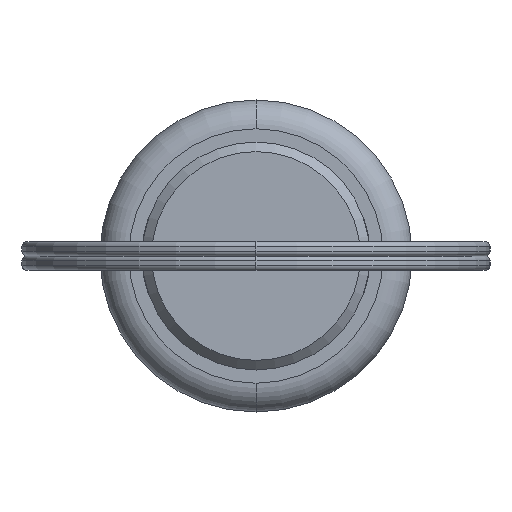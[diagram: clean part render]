
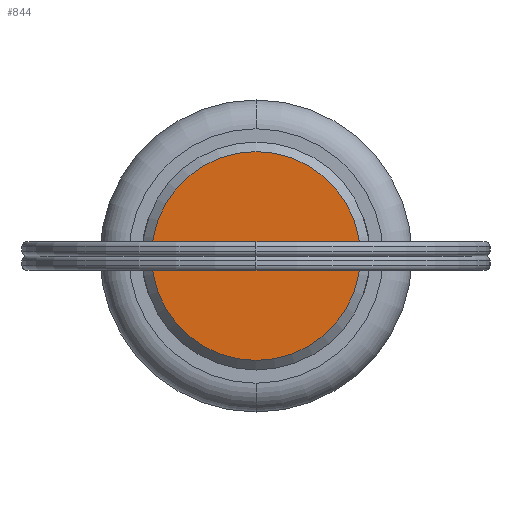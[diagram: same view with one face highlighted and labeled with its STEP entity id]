
A CAD part, left-side view. The second image highlights one B-rep face of the part: STEP entity #844.
In plain terms, the highlighted planar face has unit normal (-1, 0, 0).
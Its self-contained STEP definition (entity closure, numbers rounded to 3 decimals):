
#844=ADVANCED_FACE('',(#1781),#1782,.T.);
#1224=VERTEX_POINT('',#2200);
#1238=EDGE_CURVE('',#1224,#1266,#2217,.T.);
#1256=EDGE_CURVE('',#1266,#1224,#2237,.T.);
#1266=VERTEX_POINT('',#2251);
#1781=FACE_OUTER_BOUND('',#3066,.T.);
#1782=PLANE('',#3067);
#2200=CARTESIAN_POINT('',(-14.5,4.35,0.0));
#2217=CIRCLE('',#3734,4.35);
#2237=CIRCLE('',#3759,4.35);
#2251=CARTESIAN_POINT('',(-14.5,-4.35,0.));
#3066=EDGE_LOOP('',(#4502,#4503));
#3067=AXIS2_PLACEMENT_3D('',#4504,#4505,#4506);
#3734=AXIS2_PLACEMENT_3D('',#5057,#5058,#5059);
#3759=AXIS2_PLACEMENT_3D('',#5083,#5084,#5085);
#4502=ORIENTED_EDGE('',*,*,#1238,.F.);
#4503=ORIENTED_EDGE('',*,*,#1256,.F.);
#4504=CARTESIAN_POINT('',(-14.5,2.175,0.0));
#4505=DIRECTION('',(-1.0,0.0,0.0));
#4506=DIRECTION('',(0.0,0.0,1.0));
#5057=CARTESIAN_POINT('',(-14.5,0.,0.0));
#5058=DIRECTION('',(1.0,0.0,0.0));
#5059=DIRECTION('',(0.0,1.0,0.0));
#5083=CARTESIAN_POINT('',(-14.5,0.,0.0));
#5084=DIRECTION('',(1.0,0.0,0.0));
#5085=DIRECTION('',(0.0,1.0,0.0));
